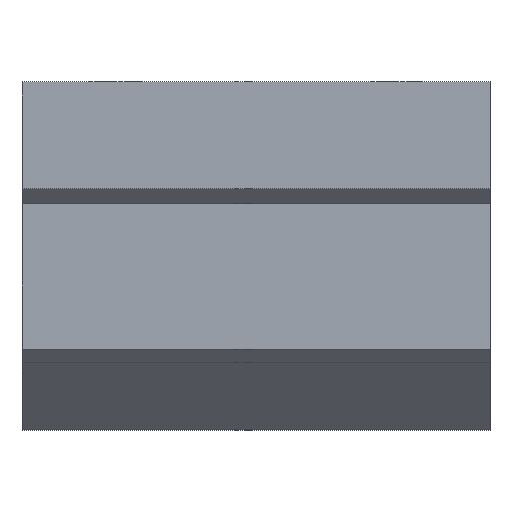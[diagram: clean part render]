
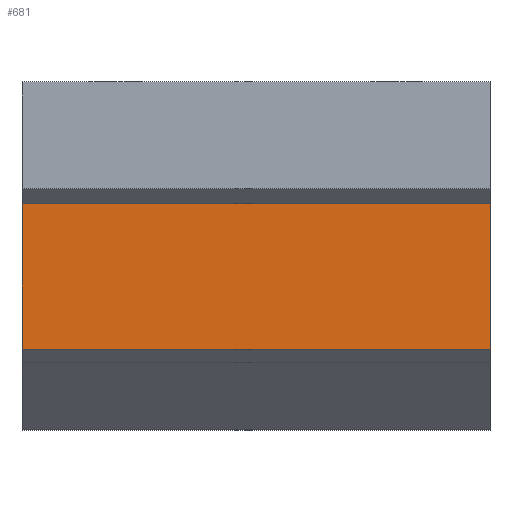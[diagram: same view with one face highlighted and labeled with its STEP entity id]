
A CAD part, top view. The second image highlights one B-rep face of the part: STEP entity #681.
In plain terms, the highlighted planar face has unit normal (0, 0, 1).
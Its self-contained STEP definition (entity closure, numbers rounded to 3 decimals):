
#5 = LINE ( 'NONE', #1389, #296 ) ;
#49 = EDGE_CURVE ( 'NONE', #1412, #1453, #1395, .T. ) ;
#55 = ORIENTED_EDGE ( 'NONE', *, *, #321, .T. ) ;
#119 = CARTESIAN_POINT ( 'NONE',  ( 0., 16.9, -1.1 ) ) ;
#212 = ORIENTED_EDGE ( 'NONE', *, *, #49, .F. ) ;
#235 = CARTESIAN_POINT ( 'NONE',  ( 35., 16.9, -1.1 ) ) ;
#279 = DIRECTION ( 'NONE',  ( 0., -1., 0. ) ) ;
#295 = CARTESIAN_POINT ( 'NONE',  ( 0., 16.9, -1.1 ) ) ;
#296 = VECTOR ( 'NONE', #680, 1000. ) ;
#321 = EDGE_CURVE ( 'NONE', #569, #1435, #628, .T. ) ;
#503 = VECTOR ( 'NONE', #1073, 1000. ) ;
#539 = EDGE_LOOP ( 'NONE', ( #55, #779, #212, #1411 ) ) ;
#544 = DIRECTION ( 'NONE',  ( 0., 1., 0. ) ) ;
#569 = VERTEX_POINT ( 'NONE', #119 ) ;
#597 = CARTESIAN_POINT ( 'NONE',  ( 35., 16.9, -1.1 ) ) ;
#612 = VECTOR ( 'NONE', #1033, 1000. ) ;
#623 = LINE ( 'NONE', #235, #503 ) ;
#628 = LINE ( 'NONE', #295, #666 ) ;
#666 = VECTOR ( 'NONE', #279, 1000. ) ;
#668 = CARTESIAN_POINT ( 'NONE',  ( 35., 16.9, -1.1 ) ) ;
#676 = EDGE_CURVE ( 'NONE', #1453, #1435, #5, .T. ) ;
#680 = DIRECTION ( 'NONE',  ( -1., 0., 0. ) ) ;
#681 = ADVANCED_FACE ( 'NONE', ( #1192 ), #1043, .F. ) ;
#725 = EDGE_CURVE ( 'NONE', #1412, #569, #623, .T. ) ;
#779 = ORIENTED_EDGE ( 'NONE', *, *, #676, .F. ) ;
#871 = CARTESIAN_POINT ( 'NONE',  ( 35., 6., -1.1 ) ) ;
#1033 = DIRECTION ( 'NONE',  ( 0., -1., 0. ) ) ;
#1043 = PLANE ( 'NONE',  #1101 ) ;
#1073 = DIRECTION ( 'NONE',  ( -1., 0., 0. ) ) ;
#1101 = AXIS2_PLACEMENT_3D ( 'NONE', #1288, #1269, #544 ) ;
#1192 = FACE_OUTER_BOUND ( 'NONE', #539, .T. ) ;
#1269 = DIRECTION ( 'NONE',  ( 0., 0., -1. ) ) ;
#1288 = CARTESIAN_POINT ( 'NONE',  ( 35., 16.9, -1.1 ) ) ;
#1389 = CARTESIAN_POINT ( 'NONE',  ( 35., 6., -1.1 ) ) ;
#1395 = LINE ( 'NONE', #668, #612 ) ;
#1411 = ORIENTED_EDGE ( 'NONE', *, *, #725, .T. ) ;
#1412 = VERTEX_POINT ( 'NONE', #597 ) ;
#1435 = VERTEX_POINT ( 'NONE', #1443 ) ;
#1443 = CARTESIAN_POINT ( 'NONE',  ( 0., 6., -1.1 ) ) ;
#1453 = VERTEX_POINT ( 'NONE', #871 ) ;
